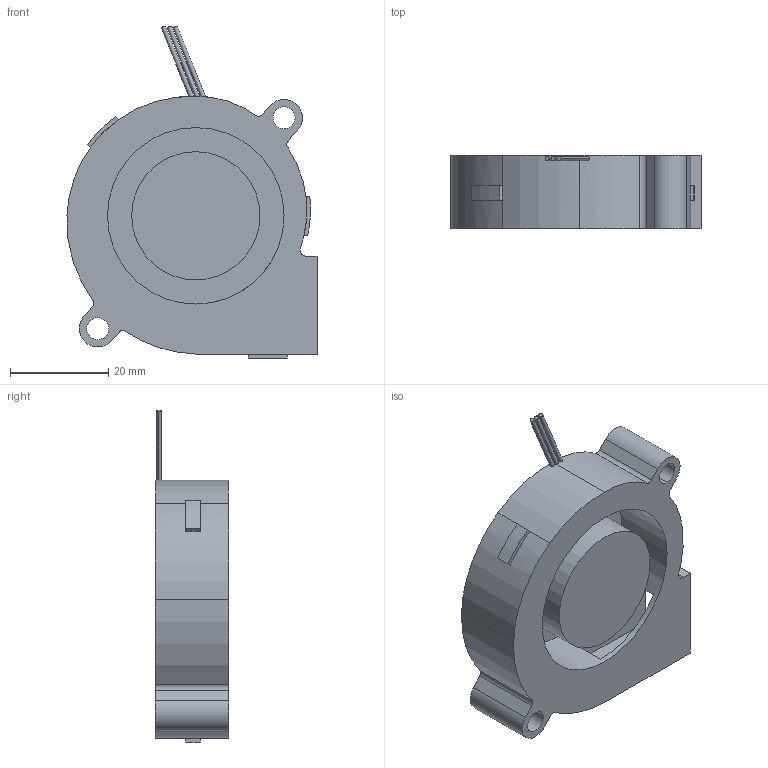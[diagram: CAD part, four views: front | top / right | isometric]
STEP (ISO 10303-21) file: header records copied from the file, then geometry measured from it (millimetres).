
FILE_DESCRIPTION(('starvars output'),'2;1');
FILE_NAME('e0515.stp','15:23:37 2014/09/16',( 'Thomas Industrial Network Germany GmbH'),( 'Thomas Industrial Network Germany GmbH'),'unknown preprocess','ACIS' ,'unknown authorization');
FILE_SCHEMA(('AUTOMOTIVE_DESIGN_CC2 {UNKNOWN IMPLEMENTATION LEVEL}'));
Length unit declared in the file: millimetre
Products named in the file (1): PRODUCT_ID_18
Bounding box: 51 x 15 x 67.71 mm (x, y, z)
Volume: 23738 mm3; surface area: 11390.8 mm2
Topology: 1 solids, 1 shells, 64 faces, 171 edges, 114 vertices
Faces by surface type: plane 33, cylinder 31
Entity records: 2610 total; most frequent: CARTESIAN_POINT 435, ORIENTED_EDGE 342, DIRECTION 313, EDGE_CURVE 171, VERTEX_POINT 114, AXIS2_PLACEMENT_3D 108, VECTOR 97, LINE 97
